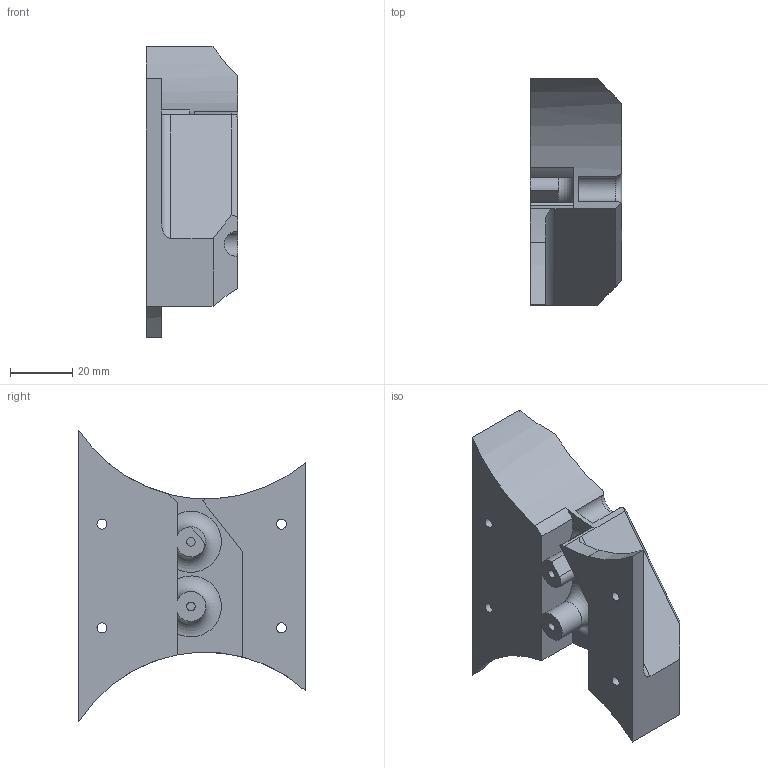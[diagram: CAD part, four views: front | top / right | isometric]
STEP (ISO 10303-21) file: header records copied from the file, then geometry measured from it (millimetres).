
FILE_DESCRIPTION(('STEP AP214'), '1');
FILE_NAME('Íàïîëíèòåëü_Áåäðà2', '', ('UNSPECIFIED'), ('UNSPECIFIED'), 'C3D Converter', 'C3D Toolkit', '');
FILE_SCHEMA(('AUTOMOTIVE_DESIGN { 1 0 10303 214 3 1 1}'));
Length unit declared in the file: millimetre
Bounding box: 29.5 x 72.73 x 93.59 mm (x, y, z)
Volume: 77619.3 mm3; surface area: 18997.3 mm2
Topology: 1 solids, 1 shells, 60 faces, 157 edges, 103 vertices
Faces by surface type: plane 31, cylinder 25, torus 4
Full cylindrical faces by diameter (mm): 2.8 x2, 3.2 x4, 8.019 x2, 8.209 x1, 9.14 x1
Entity records: 2829 total; most frequent: CARTESIAN_POINT 1336, DIRECTION 300, ORIENTED_EDGE 294, EDGE_CURVE 147, AXIS2_PLACEMENT_3D 117, VERTEX_POINT 103, EDGE_LOOP 82, LINE 66
